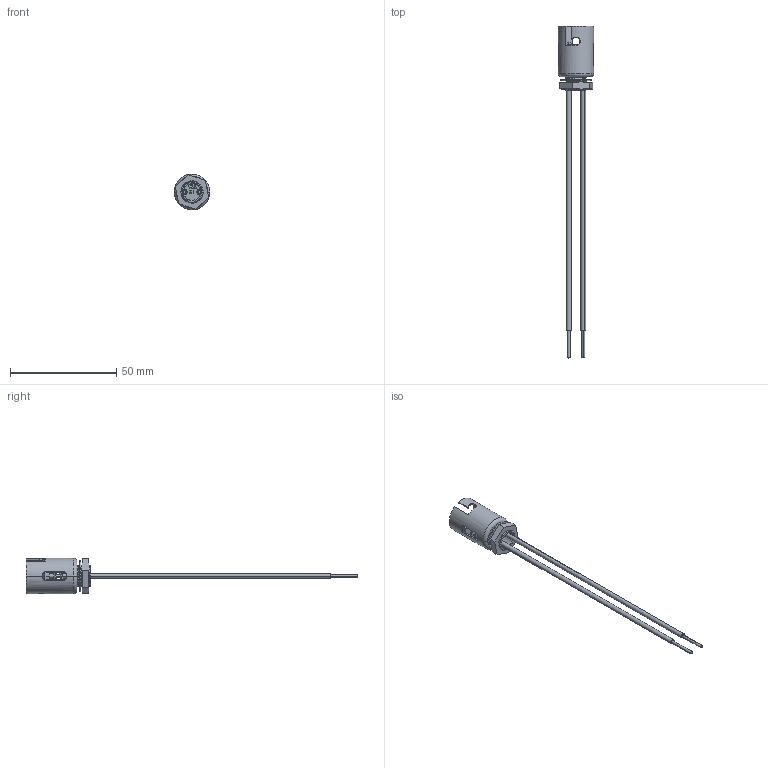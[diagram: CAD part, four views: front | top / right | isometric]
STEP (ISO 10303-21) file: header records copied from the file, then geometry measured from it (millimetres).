
FILE_DESCRIPTION (( 'STEP AP214' ), '1' );
FILE_NAME ('22-30BN.STEP', '2019-05-31T23:07:21', ( 'user' ), ( 'Microsoft' ), 'SwSTEP 2.0', 'SolidWorks 2018', '' );
FILE_SCHEMA (( 'AUTOMOTIVE_DESIGN' ));
Length unit declared in the file: foot
Products named in the file (9): 97048XXXXX_Mounting Bushing_crimp; 18AWG BLACK SPLIT_wire 2; 80002309xx_compressed; 84005210xx; 5800051205_P103583_5800051205; 22-30BN; 83001515xx_83005915xx; 8700011552; 7700051528 P740924 Lock Washer
Assembly tree (10 placements, depth 2):
  22-30BN
    5800051205_P103583_5800051205
    84005210xx  x2
    80002309xx_compressed
    18AWG BLACK SPLIT_wire 2  x2
    97048XXXXX_Mounting Bushing_crimp
    7700051528 P740924 Lock Washer
    8700011552
    83001515xx_83005915xx
Bounding box: 16.87 x 155.88 x 16.68 mm (x, y, z)
Volume: 2866.5 mm3; surface area: 6830.6 mm2
Topology: 10 solids, 10 shells, 546 faces, 1452 edges, 958 vertices
Faces by surface type: plane 282, bspline 148, cylinder 90, torus 20, cone 6
Entity records: 28410 total; most frequent: CARTESIAN_POINT 15678, ORIENTED_EDGE 2816, DIRECTION 2047, EDGE_CURVE 1408, VERTEX_POINT 934, VECTOR 849, LINE 849, AXIS2_PLACEMENT_3D 599
